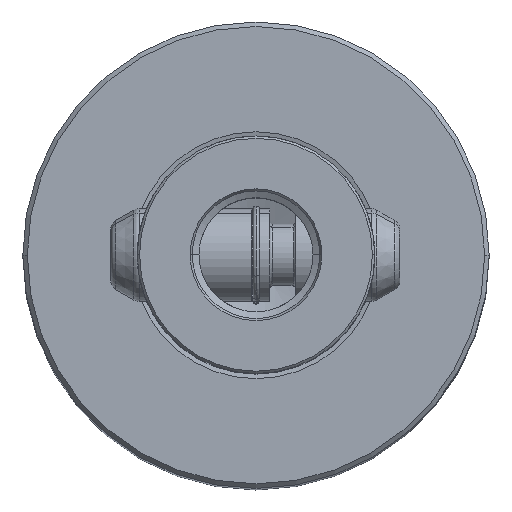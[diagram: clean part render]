
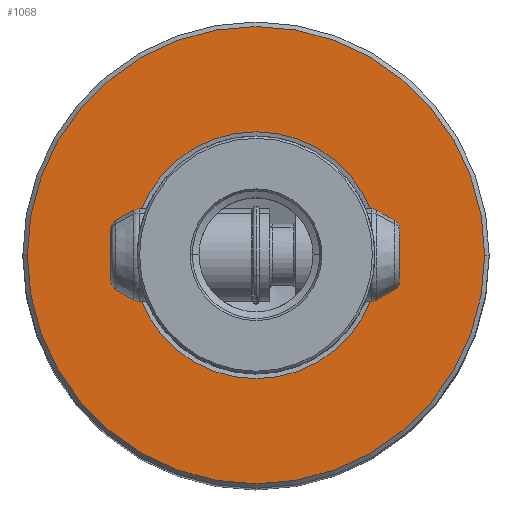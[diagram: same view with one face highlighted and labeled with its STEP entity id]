
A CAD part, top view. The second image highlights one B-rep face of the part: STEP entity #1068.
In plain terms, the highlighted planar face has unit normal (0, 0, 1).
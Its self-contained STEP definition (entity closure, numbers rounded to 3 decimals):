
#574=EDGE_CURVE('NONE',#1122,#698,#1523,.T.);
#636=EDGE_CURVE('NONE',#658,#998,#1595,.T.);
#658=VERTEX_POINT('NONE',#1619);
#698=VERTEX_POINT('NONE',#1661);
#998=VERTEX_POINT('NONE',#1998);
#1068=ADVANCED_FACE('NONE',(#2073,#2074),#2075,.T.);
#1122=VERTEX_POINT('NONE',#2138);
#1316=EDGE_CURVE('NONE',#998,#658,#2353,.T.);
#1416=EDGE_CURVE('NONE',#698,#1122,#2463,.T.);
#1523=CIRCLE('',#2630,44.275);
#1595=CIRCLE('',#2764,23.899);
#1619=CARTESIAN_POINT('',(23.899,0.,0.0));
#1661=CARTESIAN_POINT('',(-44.275,0.,0.0));
#1998=CARTESIAN_POINT('',(-23.899,0.,0.0));
#2073=FACE_OUTER_BOUND('',#3749,.T.);
#2074=FACE_BOUND('',#3750,.T.);
#2075=PLANE('',#3751);
#2138=CARTESIAN_POINT('',(44.275,0.,0.0));
#2353=CIRCLE('',#4242,23.899);
#2463=CIRCLE('',#4426,44.275);
#2630=AXIS2_PLACEMENT_3D('',#4539,#4540,#4541);
#2764=AXIS2_PLACEMENT_3D('',#4641,#4642,#4643);
#3749=EDGE_LOOP('',(#5234,#5235));
#3750=EDGE_LOOP('',(#5236,#5237));
#3751=AXIS2_PLACEMENT_3D('',#5238,#5239,#5240);
#4242=AXIS2_PLACEMENT_3D('',#5604,#5605,#5606);
#4426=AXIS2_PLACEMENT_3D('',#5740,#5741,#5742);
#4539=CARTESIAN_POINT('',(0.0,0.0,0.0));
#4540=DIRECTION('',(0.0,-0.0,1.0));
#4541=DIRECTION('',(0.0,1.0,0.0));
#4641=CARTESIAN_POINT('',(0.0,0.0,0.0));
#4642=DIRECTION('',(0.0,-0.0,1.0));
#4643=DIRECTION('',(0.0,1.0,0.0));
#5234=ORIENTED_EDGE('',*,*,#1416,.T.);
#5235=ORIENTED_EDGE('',*,*,#574,.T.);
#5236=ORIENTED_EDGE('',*,*,#636,.F.);
#5237=ORIENTED_EDGE('',*,*,#1316,.F.);
#5238=CARTESIAN_POINT('',(-23.0,0.0,0.0));
#5239=DIRECTION('',(-0.0,0.0,1.0));
#5240=DIRECTION('',(0.0,1.0,0.0));
#5604=CARTESIAN_POINT('',(0.0,0.0,0.0));
#5605=DIRECTION('',(0.0,-0.0,1.0));
#5606=DIRECTION('',(0.0,1.0,0.0));
#5740=CARTESIAN_POINT('',(0.0,0.0,0.0));
#5741=DIRECTION('',(0.0,-0.0,1.0));
#5742=DIRECTION('',(0.0,1.0,0.0));
